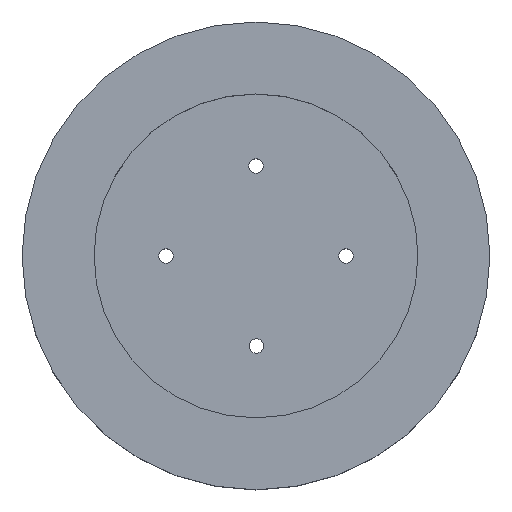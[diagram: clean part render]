
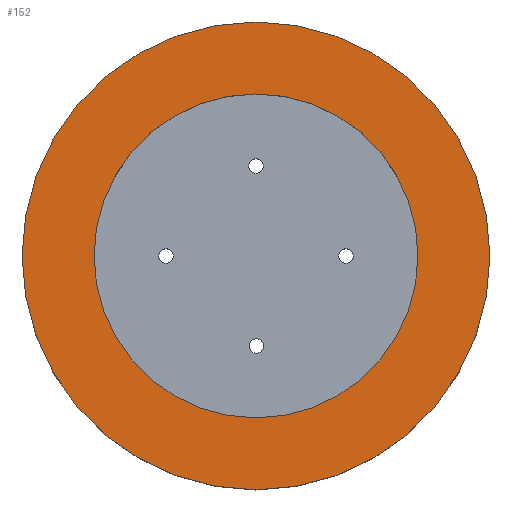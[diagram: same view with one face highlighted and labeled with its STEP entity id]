
A CAD part, top view. The second image highlights one B-rep face of the part: STEP entity #152.
In plain terms, the highlighted planar face has unit normal (0, 0, 1).
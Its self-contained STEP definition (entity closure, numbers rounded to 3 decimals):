
#15=FACE_BOUND('',#39,.T.);
#24=PLANE('',#179);
#29=FACE_OUTER_BOUND('',#38,.T.);
#38=EDGE_LOOP('',(#116));
#39=EDGE_LOOP('',(#117));
#66=CIRCLE('',#174,22.5);
#68=CIRCLE('',#177,32.5);
#78=VERTEX_POINT('',#246);
#80=VERTEX_POINT('',#252);
#90=EDGE_CURVE('',#78,#78,#66,.T.);
#93=EDGE_CURVE('',#80,#80,#68,.T.);
#116=ORIENTED_EDGE('',*,*,#93,.T.);
#117=ORIENTED_EDGE('',*,*,#90,.T.);
#152=ADVANCED_FACE('',(#29,#15),#24,.T.);
#174=AXIS2_PLACEMENT_3D('',#247,#198,#199);
#177=AXIS2_PLACEMENT_3D('',#253,#205,#206);
#179=AXIS2_PLACEMENT_3D('',#257,#210,#211);
#198=DIRECTION('center_axis',(0.,0.,-1.));
#199=DIRECTION('ref_axis',(1.,0.,0.));
#205=DIRECTION('center_axis',(0.,0.,1.));
#206=DIRECTION('ref_axis',(1.,0.,0.));
#210=DIRECTION('center_axis',(0.,0.,1.));
#211=DIRECTION('ref_axis',(1.,0.,0.));
#246=CARTESIAN_POINT('',(-22.5,0.,15.));
#247=CARTESIAN_POINT('Origin',(0.,0.,15.));
#252=CARTESIAN_POINT('',(-32.5,0.,15.));
#253=CARTESIAN_POINT('Origin',(0.,0.,15.));
#257=CARTESIAN_POINT('Origin',(0.,0.,15.));
